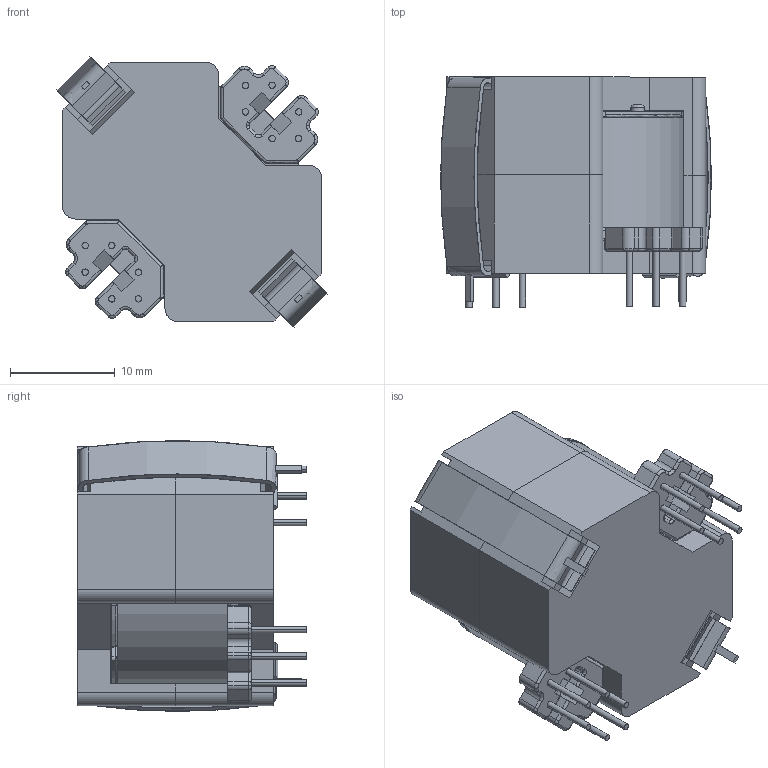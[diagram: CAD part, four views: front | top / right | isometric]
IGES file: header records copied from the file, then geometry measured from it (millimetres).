
Start section: SolidWorks IGES file using analytic representation for surfaces
Global section: file name: RM10_6845.IGS; native system: SolidWorks 2017; preprocessor: SolidWorks 2017; author: e.wtnpm; date: 210706.153835; units: millimetre
Bounding box: 25.82 x 21.91 x 25.82 mm (x, y, z)
Surface area: 8256.7 mm2 (no closed solid volume)
Topology: 0 solids, 0 shells, 373 faces, 3478 edges, 3473 vertices
Faces by surface type: bspline 208, revolution 165
